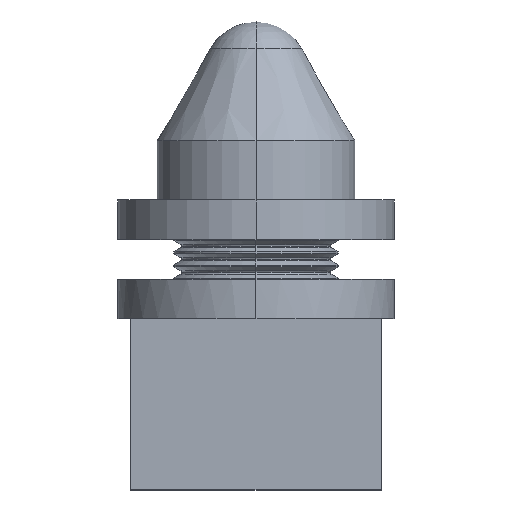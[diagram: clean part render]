
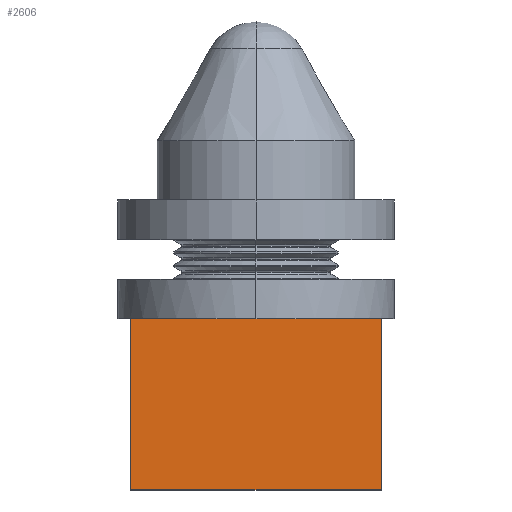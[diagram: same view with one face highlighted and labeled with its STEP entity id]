
A CAD part, left-side view. The second image highlights one B-rep face of the part: STEP entity #2606.
In plain terms, the highlighted planar face has unit normal (-1, 0, 0).
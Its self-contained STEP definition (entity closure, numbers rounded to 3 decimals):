
#1234=VERTEX_POINT('',#3424);
#1404=VERTEX_POINT('',#3614);
#1462=EDGE_CURVE('',#1234,#2750,#3680,.T.);
#1866=EDGE_CURVE('',#2750,#1404,#4138,.T.);
#2114=VERTEX_POINT('',#4412);
#2418=EDGE_CURVE('',#2754,#2114,#4756,.T.);
#2606=ADVANCED_FACE('',(#4956),#4957,.T.);
#2708=EDGE_CURVE('',#2930,#2754,#5073,.T.);
#2750=VERTEX_POINT('',#5120);
#2754=VERTEX_POINT('',#5124);
#2930=VERTEX_POINT('',#5324);
#3062=EDGE_CURVE('',#2930,#1234,#5478,.T.);
#3170=EDGE_CURVE('',#1404,#2114,#5598,.T.);
#3424=CARTESIAN_POINT('',(-19.0,19.0,26.0));
#3614=CARTESIAN_POINT('',(-19.0,-19.0,0.));
#3680=LINE('',#6231,#6232);
#4138=LINE('',#6820,#6821);
#4412=CARTESIAN_POINT('',(-19.0,-19.0,26.0));
#4756=LINE('',#7609,#7610);
#4956=FACE_OUTER_BOUND('',#7892,.T.);
#4957=PLANE('',#7893);
#5073=LINE('',#8040,#8041);
#5120=CARTESIAN_POINT('',(-19.0,19.0,0.));
#5124=CARTESIAN_POINT('',(-19.0,-8.944,26.0));
#5324=CARTESIAN_POINT('',(-19.0,8.944,26.0));
#5478=LINE('',#8558,#8559);
#5598=LINE('',#8716,#8717);
#6231=CARTESIAN_POINT('',(-19.0,19.0,26.0));
#6232=VECTOR('',#9428,1.0);
#6820=CARTESIAN_POINT('',(-19.0,0.,0.));
#6821=VECTOR('',#10072,1.0);
#7609=CARTESIAN_POINT('',(-19.0,0.,26.0));
#7610=VECTOR('',#10883,1.0);
#7892=EDGE_LOOP('',(#11110,#11111,#11112,#11113,#11114,#11115));
#7893=AXIS2_PLACEMENT_3D('',#11116,#11117,#11118);
#8040=CARTESIAN_POINT('',(-19.0,0.,26.0));
#8041=VECTOR('',#11291,1.0);
#8558=CARTESIAN_POINT('',(-19.0,0.,26.0));
#8559=VECTOR('',#11896,1.0);
#8716=CARTESIAN_POINT('',(-19.0,-19.0,26.0));
#8717=VECTOR('',#12056,1.0);
#9428=DIRECTION('',(0.0,0.,-1.0));
#10072=DIRECTION('',(0.0,-1.0,0.));
#10883=DIRECTION('',(0.0,-1.0,0.));
#11110=ORIENTED_EDGE('',*,*,#3170,.T.);
#11111=ORIENTED_EDGE('',*,*,#2418,.F.);
#11112=ORIENTED_EDGE('',*,*,#2708,.F.);
#11113=ORIENTED_EDGE('',*,*,#3062,.T.);
#11114=ORIENTED_EDGE('',*,*,#1462,.T.);
#11115=ORIENTED_EDGE('',*,*,#1866,.T.);
#11116=CARTESIAN_POINT('',(-19.0,0.,0.));
#11117=DIRECTION('',(-1.0,0.0,0.0));
#11118=DIRECTION('',(0.0,-1.0,0.));
#11291=DIRECTION('',(0.0,-1.0,0.0));
#11896=DIRECTION('',(0.0,1.0,0.));
#12056=DIRECTION('',(0.0,0.,1.0));
